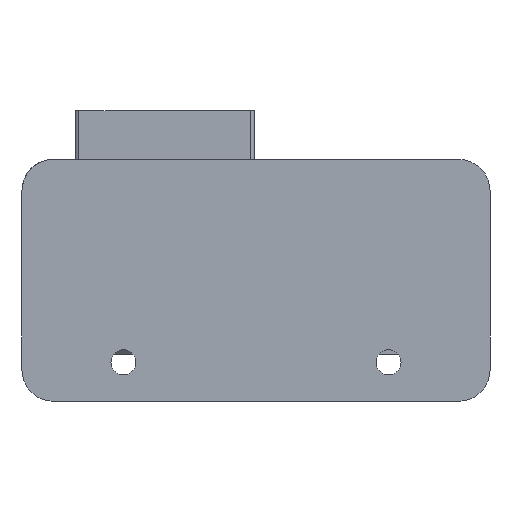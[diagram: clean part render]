
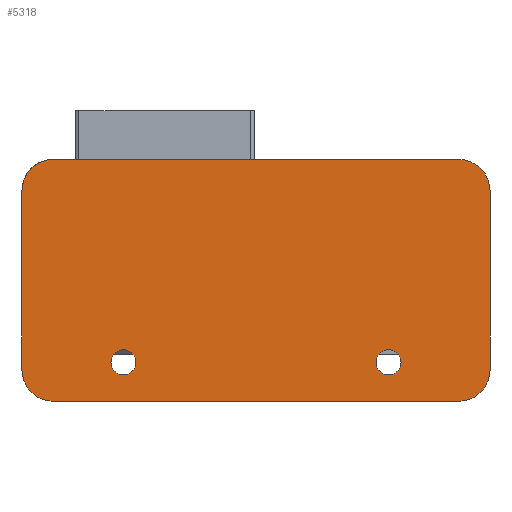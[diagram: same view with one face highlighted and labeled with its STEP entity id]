
A CAD part, front view. The second image highlights one B-rep face of the part: STEP entity #5318.
In plain terms, the highlighted planar face has unit normal (0, -1, 0).
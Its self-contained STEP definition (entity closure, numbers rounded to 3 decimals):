
#260=FACE_BOUND('',#893,.T.);
#261=FACE_BOUND('',#894,.T.);
#601=FACE_OUTER_BOUND('',#892,.T.);
#892=EDGE_LOOP('',(#4749,#4750,#4751,#4752,#4753,#4754,#4755,#4756));
#893=EDGE_LOOP('',(#4757));
#894=EDGE_LOOP('',(#4758));
#1182=CIRCLE('',#5817,4.);
#1190=CIRCLE('',#5828,4.);
#1191=CIRCLE('',#5831,4.);
#1192=CIRCLE('',#5832,4.);
#1193=CIRCLE('',#5833,1.6);
#1194=CIRCLE('',#5834,1.6);
#1533=LINE('',#18376,#1941);
#1555=LINE('',#18435,#1963);
#1557=LINE('',#18441,#1965);
#1558=LINE('',#18443,#1966);
#1941=VECTOR('',#7059,10.);
#1963=VECTOR('',#7101,10.);
#1965=VECTOR('',#7107,10.);
#1966=VECTOR('',#7110,10.);
#2479=VERTEX_POINT('',#18363);
#2480=VERTEX_POINT('',#18364);
#2484=VERTEX_POINT('',#18374);
#2509=VERTEX_POINT('',#18428);
#2510=VERTEX_POINT('',#18429);
#2511=VERTEX_POINT('',#18434);
#2512=VERTEX_POINT('',#18438);
#2513=VERTEX_POINT('',#18440);
#2514=VERTEX_POINT('',#18444);
#2515=VERTEX_POINT('',#18446);
#3236=EDGE_CURVE('',#2479,#2480,#1182,.T.);
#3242=EDGE_CURVE('',#2479,#2484,#1533,.T.);
#3268=EDGE_CURVE('',#2509,#2510,#1190,.T.);
#3271=EDGE_CURVE('',#2511,#2510,#1555,.T.);
#3273=EDGE_CURVE('',#2512,#2484,#1191,.T.);
#3274=EDGE_CURVE('',#2512,#2513,#1557,.T.);
#3275=EDGE_CURVE('',#2511,#2513,#1192,.T.);
#3276=EDGE_CURVE('',#2509,#2480,#1558,.T.);
#3277=EDGE_CURVE('',#2514,#2514,#1193,.T.);
#3278=EDGE_CURVE('',#2515,#2515,#1194,.T.);
#4749=ORIENTED_EDGE('',*,*,#3236,.F.);
#4750=ORIENTED_EDGE('',*,*,#3242,.T.);
#4751=ORIENTED_EDGE('',*,*,#3273,.F.);
#4752=ORIENTED_EDGE('',*,*,#3274,.T.);
#4753=ORIENTED_EDGE('',*,*,#3275,.F.);
#4754=ORIENTED_EDGE('',*,*,#3271,.T.);
#4755=ORIENTED_EDGE('',*,*,#3268,.F.);
#4756=ORIENTED_EDGE('',*,*,#3276,.T.);
#4757=ORIENTED_EDGE('',*,*,#3277,.T.);
#4758=ORIENTED_EDGE('',*,*,#3278,.T.);
#5053=PLANE('',#5830);
#5318=ADVANCED_FACE('',(#601,#260,#261),#5053,.T.);
#5817=AXIS2_PLACEMENT_3D('',#18365,#7049,#7050);
#5828=AXIS2_PLACEMENT_3D('',#18430,#7095,#7096);
#5830=AXIS2_PLACEMENT_3D('',#18437,#7103,#7104);
#5831=AXIS2_PLACEMENT_3D('',#18439,#7105,#7106);
#5832=AXIS2_PLACEMENT_3D('',#18442,#7108,#7109);
#5833=AXIS2_PLACEMENT_3D('',#18445,#7111,#7112);
#5834=AXIS2_PLACEMENT_3D('',#18447,#7113,#7114);
#7049=DIRECTION('center_axis',(0.,1.,0.));
#7050=DIRECTION('ref_axis',(0.707,0.,-0.707));
#7059=DIRECTION('',(0.,0.,1.));
#7095=DIRECTION('center_axis',(0.,1.,0.));
#7096=DIRECTION('ref_axis',(-0.707,0.,-0.707));
#7101=DIRECTION('',(0.,0.,-1.));
#7103=DIRECTION('center_axis',(0.,-1.,0.));
#7104=DIRECTION('ref_axis',(0.,0.,-1.));
#7105=DIRECTION('center_axis',(0.,1.,0.));
#7106=DIRECTION('ref_axis',(0.707,0.,0.707));
#7107=DIRECTION('',(-1.,0.,0.));
#7108=DIRECTION('center_axis',(0.,1.,0.));
#7109=DIRECTION('ref_axis',(-0.707,0.,0.707));
#7110=DIRECTION('',(1.,0.,0.));
#7111=DIRECTION('center_axis',(0.,1.,0.));
#7112=DIRECTION('ref_axis',(-1.,0.,0.));
#7113=DIRECTION('center_axis',(0.,1.,0.));
#7114=DIRECTION('ref_axis',(-1.,0.,0.));
#18363=CARTESIAN_POINT('',(36.494,-13.,0.));
#18364=CARTESIAN_POINT('',(32.494,-13.,-4.));
#18365=CARTESIAN_POINT('Origin',(32.494,-13.,0.));
#18374=CARTESIAN_POINT('',(36.494,-13.,23.));
#18376=CARTESIAN_POINT('',(36.494,-13.,27.));
#18428=CARTESIAN_POINT('',(-19.506,-13.,-4.));
#18429=CARTESIAN_POINT('',(-23.506,-13.,0.));
#18430=CARTESIAN_POINT('Origin',(-19.506,-13.,0.));
#18434=CARTESIAN_POINT('',(-23.506,-13.,23.));
#18435=CARTESIAN_POINT('',(-23.506,-13.,-4.));
#18437=CARTESIAN_POINT('Origin',(6.494,-13.,11.5));
#18438=CARTESIAN_POINT('',(32.494,-13.,27.));
#18439=CARTESIAN_POINT('Origin',(32.494,-13.,23.));
#18440=CARTESIAN_POINT('',(-19.506,-13.,27.));
#18441=CARTESIAN_POINT('',(-23.506,-13.,27.));
#18442=CARTESIAN_POINT('Origin',(-19.506,-13.,23.));
#18443=CARTESIAN_POINT('',(-23.506,-13.,-4.));
#18444=CARTESIAN_POINT('',(25.094,-13.,1.));
#18445=CARTESIAN_POINT('Origin',(23.494,-13.,1.));
#18446=CARTESIAN_POINT('',(-8.906,-13.,1.));
#18447=CARTESIAN_POINT('Origin',(-10.506,-13.,1.));
